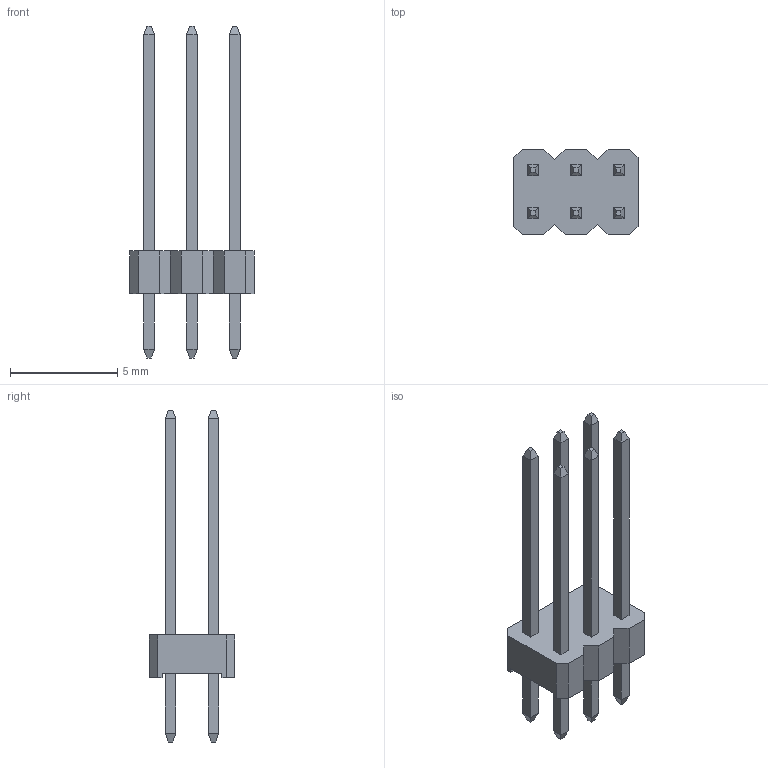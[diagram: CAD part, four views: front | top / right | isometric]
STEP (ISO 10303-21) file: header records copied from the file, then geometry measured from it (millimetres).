
FILE_DESCRIPTION (( 'STEP AP214' ), '1' );
FILE_NAME ('HDR-TH_P220-1203A0BS155A1.STEP', '2024-07-31T11:26:41', ( '' ), ( '' ), 'SwSTEP 2.0', 'SolidWorks 2020', '' );
FILE_SCHEMA (( 'AUTOMOTIVE_DESIGN' ));
Length unit declared in the file: millimetre
Products named in the file (1): HDR-TH_P220-1203A0BS155A1
Bounding box: 5.81 x 4 x 15.5 mm (x, y, z)
Volume: 60.5 mm3; surface area: 246 mm2
Topology: 14 solids, 14 shells, 365 faces, 927 edges, 602 vertices
Faces by surface type: plane 267, bspline 98
Entity records: 15499 total; most frequent: CARTESIAN_POINT 3201, ORIENTED_EDGE 1854, DIRECTION 1263, EDGE_CURVE 927, VECTOR 727, LINE 727, VERTEX_POINT 602, EDGE_LOOP 389
